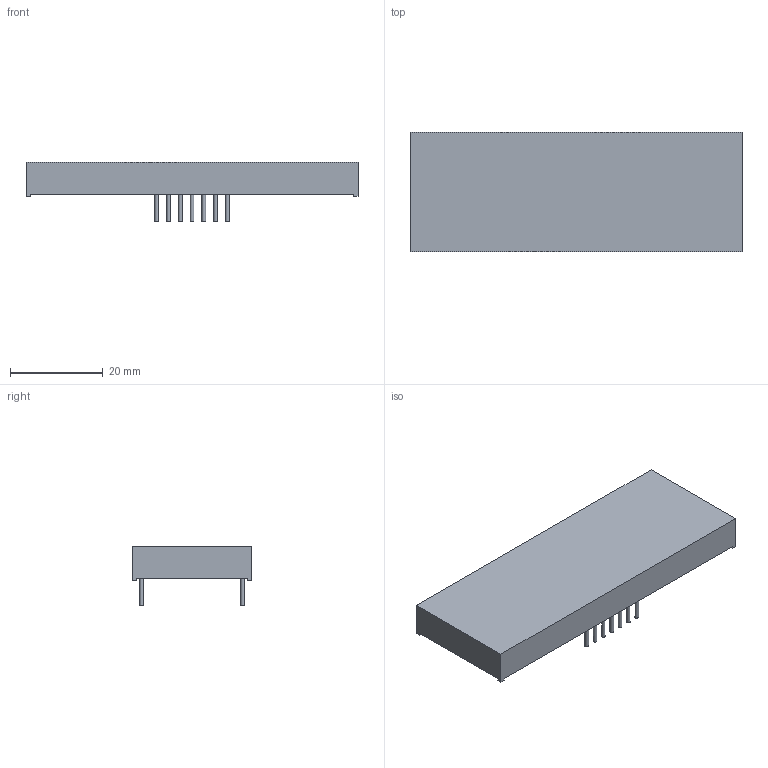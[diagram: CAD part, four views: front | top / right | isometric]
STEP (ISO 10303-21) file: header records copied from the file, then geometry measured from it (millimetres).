
FILE_DESCRIPTION(('FreeCAD Model'),'2;1');
FILE_NAME('8042AS.step','2021-01-18T20:20:34',('Author'),(''), 'Open CASCADE STEP processor 7.3','FreeCAD','Unknown');
FILE_SCHEMA(('AUTOMOTIVE_DESIGN { 1 0 10303 214 1 1 1 1 }'));
Length unit declared in the file: millimetre
Products named in the file (1): Body
Bounding box: 71.6 x 25.8 x 12.9 mm (x, y, z)
Volume: 12790.5 mm3; surface area: 5257.8 mm2
Topology: 1 solids, 1 shells, 50 faces, 94 edges, 60 vertices
Faces by surface type: plane 36, cylinder 14
Full cylindrical faces by diameter (mm): 0.8 x14
Entity records: 1263 total; most frequent: DIRECTION 224, CARTESIAN_POINT 205, ORIENTED_EDGE 188, EDGE_CURVE 94, AXIS2_PLACEMENT_3D 79, LINE 66, VECTOR 66, FACE_BOUND 64
